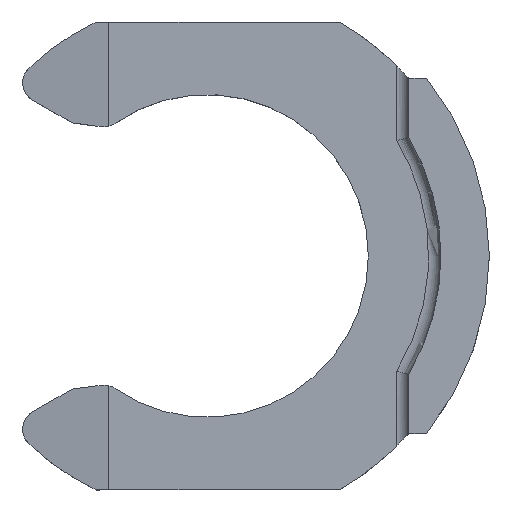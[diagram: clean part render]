
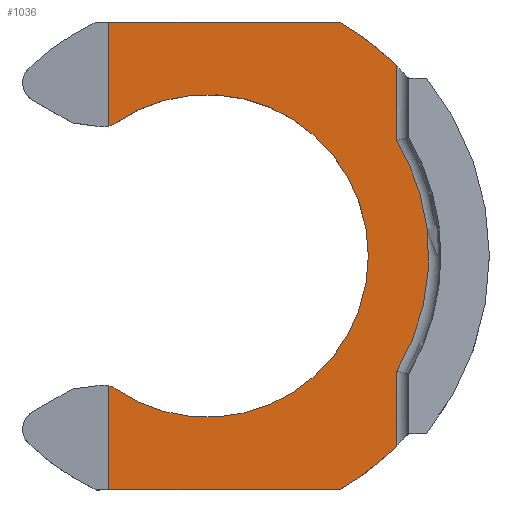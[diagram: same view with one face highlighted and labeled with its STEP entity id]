
A CAD part, top view. The second image highlights one B-rep face of the part: STEP entity #1036.
In plain terms, the highlighted planar face has unit normal (0, 0, 1).
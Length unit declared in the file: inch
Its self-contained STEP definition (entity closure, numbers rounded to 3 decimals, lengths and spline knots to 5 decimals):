
#5 = CARTESIAN_POINT ( 'NONE',  ( 0.19009, -0.10416, 0.05118 ) ) ;
#8 = EDGE_CURVE ( 'NONE', #849, #301, #520, .T. ) ;
#11 = LINE ( 'NONE', #144, #1080 ) ;
#26 = CARTESIAN_POINT ( 'NONE',  ( 0., 0., 0.05118 ) ) ;
#37 = VECTOR ( 'NONE', #548, 39.37008 ) ;
#43 = CARTESIAN_POINT ( 'NONE',  ( 0.18504, -0.11246, 0.05118 ) ) ;
#75 = CIRCLE ( 'NONE', #715, 0.26222 ) ;
#76 = DIRECTION ( 'NONE',  ( 0., 0., -1. ) ) ;
#90 = CARTESIAN_POINT ( 'NONE',  ( 0.18504, 0.11246, 0.05118 ) ) ;
#91 = ORIENTED_EDGE ( 'NONE', *, *, #918, .T. ) ;
#102 = DIRECTION ( 'NONE',  ( 1., 0., 0. ) ) ;
#107 = CIRCLE ( 'NONE', #891, 0.01969 ) ;
#116 = CIRCLE ( 'NONE', #632, 0.26222 ) ;
#118 = AXIS2_PLACEMENT_3D ( 'NONE', #382, #985, #464 ) ;
#123 = DIRECTION ( 'NONE',  ( 0., 0., -1. ) ) ;
#137 = CARTESIAN_POINT ( 'NONE',  ( 0.20954, 0.05461, 0.05118 ) ) ;
#144 = CARTESIAN_POINT ( 'NONE',  ( 0.18504, 0.17501, 0.05118 ) ) ;
#145 = VECTOR ( 'NONE', #1092, 39.37008 ) ;
#151 = DIRECTION ( 'NONE',  ( 1., 0., 0. ) ) ;
#157 = DIRECTION ( 'NONE',  ( 0., 0., -1. ) ) ;
#162 = CARTESIAN_POINT ( 'NONE',  ( 0.20889, 0.05704, 0.05118 ) ) ;
#165 = VERTEX_POINT ( 'NONE', #354 ) ;
#167 = CARTESIAN_POINT ( 'NONE',  ( 0.20753, -0.06181, 0.05118 ) ) ;
#170 = EDGE_CURVE ( 'NONE', #462, #538, #75, .T. ) ;
#173 = LINE ( 'NONE', #579, #145 ) ;
#189 = CARTESIAN_POINT ( 'NONE',  ( 0., 0., 0.05118 ) ) ;
#201 = CARTESIAN_POINT ( 'NONE',  ( -0.09559, -0.22835, 0.05118 ) ) ;
#204 = ORIENTED_EDGE ( 'NONE', *, *, #643, .T. ) ;
#246 = CARTESIAN_POINT ( 'NONE',  ( 0.20287, 0.07817, 0.05118 ) ) ;
#251 = CARTESIAN_POINT ( 'NONE',  ( 0.21376, -0.04005, 0.05118 ) ) ;
#273 = DIRECTION ( 'NONE',  ( 1., 0., 0. ) ) ;
#289 = VERTEX_POINT ( 'NONE', #502 ) ;
#298 = ORIENTED_EDGE ( 'NONE', *, *, #1085, .T. ) ;
#301 = VERTEX_POINT ( 'NONE', #90 ) ;
#311 = CIRCLE ( 'NONE', #515, 0.15748 ) ;
#322 = VERTEX_POINT ( 'NONE', #1026 ) ;
#326 = CARTESIAN_POINT ( 'NONE',  ( 0.18504, 0.11246, 0.05118 ) ) ;
#327 = VECTOR ( 'NONE', #1060, 39.37008 ) ;
#328 = CARTESIAN_POINT ( 'NONE',  ( -0.09567, -0.22835, 0.05118 ) ) ;
#330 = CARTESIAN_POINT ( 'NONE',  ( 0.20301, -0.07562, 0.05118 ) ) ;
#335 = CARTESIAN_POINT ( 'NONE',  ( 0.21654, 0.0101, 0.05118 ) ) ;
#340 = FACE_OUTER_BOUND ( 'NONE', #678, .T. ) ;
#354 = CARTESIAN_POINT ( 'NONE',  ( -0.09567, 0.12669, 0.05118 ) ) ;
#382 = CARTESIAN_POINT ( 'NONE',  ( -0.1008, -0.14569, 0.05118 ) ) ;
#383 = ORIENTED_EDGE ( 'NONE', *, *, #913, .T. ) ;
#389 = CARTESIAN_POINT ( 'NONE',  ( -0.0896, 0.1295, 0.05118 ) ) ;
#392 = EDGE_CURVE ( 'NONE', #720, #462, #790, .T. ) ;
#399 = CARTESIAN_POINT ( 'NONE',  ( -0.12726, 0.17501, 0.05118 ) ) ;
#400 = CARTESIAN_POINT ( 'NONE',  ( 0.18504, 0.17501, 0.05118 ) ) ;
#417 = CARTESIAN_POINT ( 'NONE',  ( 0.18504, -0.11246, 0.05118 ) ) ;
#424 = LINE ( 'NONE', #400, #886 ) ;
#446 = CARTESIAN_POINT ( 'NONE',  ( 0.1289, 0.22835, 0.05118 ) ) ;
#462 = VERTEX_POINT ( 'NONE', #446 ) ;
#464 = DIRECTION ( 'NONE',  ( 1., 0., 0. ) ) ;
#469 = LINE ( 'NONE', #901, #37 ) ;
#481 = DIRECTION ( 'NONE',  ( 0., 0., 1. ) ) ;
#482 = CARTESIAN_POINT ( 'NONE',  ( 0.18504, 0.18579, 0.05118 ) ) ;
#485 = CARTESIAN_POINT ( 'NONE',  ( -0.09567, -0.12669, 0.05118 ) ) ;
#490 = ORIENTED_EDGE ( 'NONE', *, *, #1057, .F. ) ;
#497 = VERTEX_POINT ( 'NONE', #533 ) ;
#499 = CARTESIAN_POINT ( 'NONE',  ( 0.20682, -0.06413, 0.05118 ) ) ;
#502 = CARTESIAN_POINT ( 'NONE',  ( 0.18504, -0.18579, 0.05118 ) ) ;
#504 = VERTEX_POINT ( 'NONE', #705 ) ;
#507 = ORIENTED_EDGE ( 'NONE', *, *, #863, .F. ) ;
#515 = AXIS2_PLACEMENT_3D ( 'NONE', #668, #157, #753 ) ;
#516 = ORIENTED_EDGE ( 'NONE', *, *, #8, .T. ) ;
#520 = B_SPLINE_CURVE_WITH_KNOTS ( 'NONE', 3,
 ( #417, #5, #675, #330, #931, #499, #167, #765, #251, #855, #335, #937, #524, #1044, #137, #162, #756, #246, #850, #326 ),
 .UNSPECIFIED., .F., .F.,
 ( 4, 1, 1, 1, 2, 2, 2, 1, 1, 1, 2, 2, 4 ),
 ( 0., 0.125, 0.1875, 0.21875, 0.23437, 0.25, 0.5, 0.625, 0.6875, 0.71875, 0.73437, 0.75, 1. ),
 .UNSPECIFIED. ) ;
#523 = ORIENTED_EDGE ( 'NONE', *, *, #170, .F. ) ;
#524 = CARTESIAN_POINT ( 'NONE',  ( 0.21246, 0.04237, 0.05118 ) ) ;
#528 = EDGE_CURVE ( 'NONE', #289, #849, #424, .T. ) ;
#533 = CARTESIAN_POINT ( 'NONE',  ( 0.15748, 0., 0.05118 ) ) ;
#538 = VERTEX_POINT ( 'NONE', #482 ) ;
#545 = ORIENTED_EDGE ( 'NONE', *, *, #392, .F. ) ;
#546 = EDGE_CURVE ( 'NONE', #301, #538, #11, .T. ) ;
#548 = DIRECTION ( 'NONE',  ( 0., -1., 0. ) ) ;
#551 = LINE ( 'NONE', #201, #327 ) ;
#554 = VECTOR ( 'NONE', #151, 39.37008 ) ;
#565 = CIRCLE ( 'NONE', #795, 0.15748 ) ;
#572 = AXIS2_PLACEMENT_3D ( 'NONE', #399, #481, #1086 ) ;
#574 = CARTESIAN_POINT ( 'NONE',  ( 0., 0., 0.05118 ) ) ;
#579 = CARTESIAN_POINT ( 'NONE',  ( -0.09567, -0.22835, 0.05118 ) ) ;
#608 = DIRECTION ( 'NONE',  ( 0., 0., -1. ) ) ;
#622 = EDGE_CURVE ( 'NONE', #720, #165, #173, .T. ) ;
#630 = CARTESIAN_POINT ( 'NONE',  ( -0.1008, 0.14569, 0.05118 ) ) ;
#632 = AXIS2_PLACEMENT_3D ( 'NONE', #574, #76, #661 ) ;
#643 = EDGE_CURVE ( 'NONE', #991, #497, #565, .T. ) ;
#644 = ORIENTED_EDGE ( 'NONE', *, *, #528, .T. ) ;
#660 = CARTESIAN_POINT ( 'NONE',  ( -0.10822, 0.22835, 0.05118 ) ) ;
#661 = DIRECTION ( 'NONE',  ( 1., 0., 0. ) ) ;
#668 = CARTESIAN_POINT ( 'NONE',  ( 0., 0., 0.05118 ) ) ;
#675 = CARTESIAN_POINT ( 'NONE',  ( 0.19677, -0.0913, 0.05118 ) ) ;
#678 = EDGE_LOOP ( 'NONE', ( #644, #516, #983, #523, #545, #789, #507, #204, #298, #383, #91, #1067, #490 ) ) ;
#704 = CIRCLE ( 'NONE', #118, 0.01969 ) ;
#705 = CARTESIAN_POINT ( 'NONE',  ( -0.0896, -0.1295, 0.05118 ) ) ;
#715 = AXIS2_PLACEMENT_3D ( 'NONE', #26, #608, #102 ) ;
#716 = DIRECTION ( 'NONE',  ( 1., 0., 0. ) ) ;
#720 = VERTEX_POINT ( 'NONE', #1077 ) ;
#753 = DIRECTION ( 'NONE',  ( 1., 0., 0. ) ) ;
#756 = CARTESIAN_POINT ( 'NONE',  ( 0.20854, 0.05831, 0.05118 ) ) ;
#765 = CARTESIAN_POINT ( 'NONE',  ( 0.20786, -0.06069, 0.05118 ) ) ;
#775 = VERTEX_POINT ( 'NONE', #328 ) ;
#787 = DIRECTION ( 'NONE',  ( 0., 0., -1. ) ) ;
#789 = ORIENTED_EDGE ( 'NONE', *, *, #622, .T. ) ;
#790 = LINE ( 'NONE', #660, #554 ) ;
#795 = AXIS2_PLACEMENT_3D ( 'NONE', #189, #787, #273 ) ;
#828 = EDGE_CURVE ( 'NONE', #322, #775, #551, .T. ) ;
#849 = VERTEX_POINT ( 'NONE', #43 ) ;
#850 = CARTESIAN_POINT ( 'NONE',  ( 0.19515, 0.09584, 0.05118 ) ) ;
#855 = CARTESIAN_POINT ( 'NONE',  ( 0.21653, -0.0202, 0.05118 ) ) ;
#863 = EDGE_CURVE ( 'NONE', #991, #165, #107, .T. ) ;
#886 = VECTOR ( 'NONE', #1002, 39.37008 ) ;
#891 = AXIS2_PLACEMENT_3D ( 'NONE', #630, #123, #716 ) ;
#901 = CARTESIAN_POINT ( 'NONE',  ( -0.09567, 0.17501, 0.05118 ) ) ;
#913 = EDGE_CURVE ( 'NONE', #504, #1058, #704, .T. ) ;
#914 = PLANE ( 'NONE',  #572 ) ;
#918 = EDGE_CURVE ( 'NONE', #1058, #775, #469, .T. ) ;
#931 = CARTESIAN_POINT ( 'NONE',  ( 0.20574, -0.0676, 0.05118 ) ) ;
#937 = CARTESIAN_POINT ( 'NONE',  ( 0.2155, 0.02511, 0.05118 ) ) ;
#983 = ORIENTED_EDGE ( 'NONE', *, *, #546, .T. ) ;
#985 = DIRECTION ( 'NONE',  ( 0., 0., 1. ) ) ;
#991 = VERTEX_POINT ( 'NONE', #389 ) ;
#1002 = DIRECTION ( 'NONE',  ( 0., 1., 0. ) ) ;
#1026 = CARTESIAN_POINT ( 'NONE',  ( 0.1289, -0.22835, 0.05118 ) ) ;
#1036 = ADVANCED_FACE ( 'NONE', ( #340 ), #914, .T. ) ;
#1044 = CARTESIAN_POINT ( 'NONE',  ( 0.21049, 0.05095, 0.05118 ) ) ;
#1057 = EDGE_CURVE ( 'NONE', #289, #322, #116, .T. ) ;
#1058 = VERTEX_POINT ( 'NONE', #485 ) ;
#1060 = DIRECTION ( 'NONE',  ( -1., 0., 0. ) ) ;
#1067 = ORIENTED_EDGE ( 'NONE', *, *, #828, .F. ) ;
#1077 = CARTESIAN_POINT ( 'NONE',  ( -0.09567, 0.22835, 0.05118 ) ) ;
#1080 = VECTOR ( 'NONE', #1087, 39.37008 ) ;
#1085 = EDGE_CURVE ( 'NONE', #497, #504, #311, .T. ) ;
#1086 = DIRECTION ( 'NONE',  ( 1., 0., 0. ) ) ;
#1087 = DIRECTION ( 'NONE',  ( 0., 1., 0. ) ) ;
#1092 = DIRECTION ( 'NONE',  ( 0., -1., 0. ) ) ;
